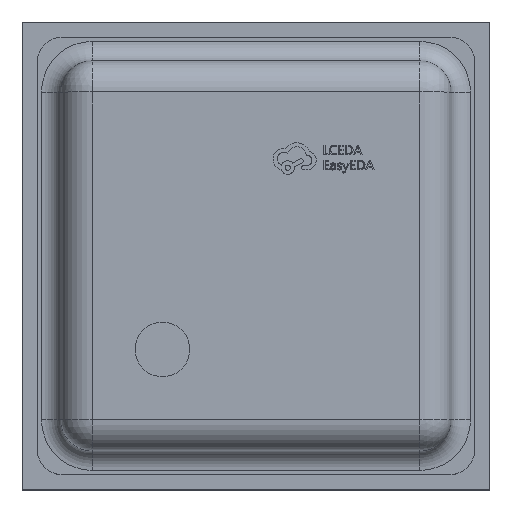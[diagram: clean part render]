
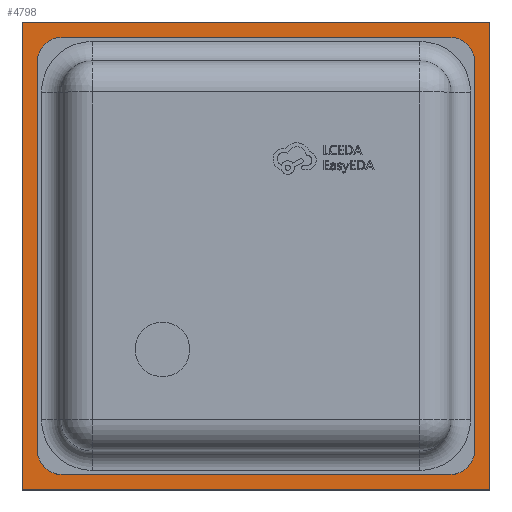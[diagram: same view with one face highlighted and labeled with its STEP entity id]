
A CAD part, top view. The second image highlights one B-rep face of the part: STEP entity #4798.
In plain terms, the highlighted planar face has unit normal (0, 0, 1).
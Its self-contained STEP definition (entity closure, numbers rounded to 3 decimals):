
#403 = VECTOR ( 'NONE', #11471, 1000. ) ;
#408 = VERTEX_POINT ( 'NONE', #10156 ) ;
#715 = ORIENTED_EDGE ( 'NONE', *, *, #13661, .F. ) ;
#790 = CIRCLE ( 'NONE', #8812, 0.15 ) ;
#791 = LINE ( 'NONE', #8930, #10665 ) ;
#860 = LINE ( 'NONE', #6286, #12960 ) ;
#882 = VERTEX_POINT ( 'NONE', #7197 ) ;
#1098 = CARTESIAN_POINT ( 'NONE',  ( 0., 0., 0.14 ) ) ;
#1230 = CARTESIAN_POINT ( 'NONE',  ( -1.4, 1.4, 0.14 ) ) ;
#1242 = EDGE_CURVE ( 'NONE', #2220, #14126, #5380, .T. ) ;
#1593 = DIRECTION ( 'NONE',  ( 1., 0., 0. ) ) ;
#1671 = VERTEX_POINT ( 'NONE', #6880 ) ;
#1781 = VERTEX_POINT ( 'NONE', #6751 ) ;
#1830 = DIRECTION ( 'NONE',  ( 0., -1., 0. ) ) ;
#1848 = VERTEX_POINT ( 'NONE', #12211 ) ;
#1966 = VECTOR ( 'NONE', #5568, 1000. ) ;
#2014 = CARTESIAN_POINT ( 'NONE',  ( -1.4, -1.25, 0.14 ) ) ;
#2034 = ORIENTED_EDGE ( 'NONE', *, *, #7943, .T. ) ;
#2073 = DIRECTION ( 'NONE',  ( 1., 0., 0. ) ) ;
#2220 = VERTEX_POINT ( 'NONE', #3309 ) ;
#2251 = EDGE_CURVE ( 'NONE', #14428, #6957, #791, .T. ) ;
#2377 = ORIENTED_EDGE ( 'NONE', *, *, #4856, .T. ) ;
#2386 = ORIENTED_EDGE ( 'NONE', *, *, #9803, .T. ) ;
#2671 = DIRECTION ( 'NONE',  ( 0., 0., -1. ) ) ;
#2845 = EDGE_CURVE ( 'NONE', #1781, #882, #860, .T. ) ;
#2962 = ORIENTED_EDGE ( 'NONE', *, *, #9086, .T. ) ;
#3117 = CARTESIAN_POINT ( 'NONE',  ( 1.5, 1.5, 0.14 ) ) ;
#3290 = ORIENTED_EDGE ( 'NONE', *, *, #2251, .T. ) ;
#3309 = CARTESIAN_POINT ( 'NONE',  ( -1.5, -1.5, 0.14 ) ) ;
#3525 = DIRECTION ( 'NONE',  ( 0., 0., -1. ) ) ;
#3553 = CARTESIAN_POINT ( 'NONE',  ( 1.25, 1.25, 0.14 ) ) ;
#3802 = ORIENTED_EDGE ( 'NONE', *, *, #8424, .T. ) ;
#3993 = LINE ( 'NONE', #8510, #6933 ) ;
#4295 = CIRCLE ( 'NONE', #9727, 0.15 ) ;
#4495 = PLANE ( 'NONE',  #10454 ) ;
#4647 = CARTESIAN_POINT ( 'NONE',  ( 1.25, -1.25, 0.14 ) ) ;
#4798 = ADVANCED_FACE ( 'NONE', ( #5850, #8034 ), #4495, .T. ) ;
#4856 = EDGE_CURVE ( 'NONE', #1781, #1848, #4295, .T. ) ;
#4983 = LINE ( 'NONE', #14013, #9817 ) ;
#5008 = VECTOR ( 'NONE', #2073, 1000. ) ;
#5132 = LINE ( 'NONE', #14235, #12648 ) ;
#5380 = LINE ( 'NONE', #13102, #5008 ) ;
#5568 = DIRECTION ( 'NONE',  ( -1., 0., 0. ) ) ;
#5850 = FACE_BOUND ( 'NONE', #13711, .T. ) ;
#6158 = DIRECTION ( 'NONE',  ( 1., 0., 0. ) ) ;
#6286 = CARTESIAN_POINT ( 'NONE',  ( 1.4, 1.4, 0.14 ) ) ;
#6417 = DIRECTION ( 'NONE',  ( 0., 1., 0. ) ) ;
#6483 = EDGE_CURVE ( 'NONE', #1671, #6732, #5132, .T. ) ;
#6658 = LINE ( 'NONE', #1230, #1966 ) ;
#6732 = VERTEX_POINT ( 'NONE', #2014 ) ;
#6751 = CARTESIAN_POINT ( 'NONE',  ( 1.4, -1.25, 0.14 ) ) ;
#6847 = EDGE_CURVE ( 'NONE', #6957, #2220, #4983, .T. ) ;
#6872 = DIRECTION ( 'NONE',  ( 1., 0., 0. ) ) ;
#6880 = CARTESIAN_POINT ( 'NONE',  ( -1.4, 1.25, 0.14 ) ) ;
#6933 = VECTOR ( 'NONE', #13020, 1000. ) ;
#6957 = VERTEX_POINT ( 'NONE', #9996 ) ;
#6999 = LINE ( 'NONE', #13855, #403 ) ;
#7112 = DIRECTION ( 'NONE',  ( 0., 0., -1. ) ) ;
#7197 = CARTESIAN_POINT ( 'NONE',  ( 1.4, 1.25, 0.14 ) ) ;
#7369 = VERTEX_POINT ( 'NONE', #10958 ) ;
#7943 = EDGE_CURVE ( 'NONE', #1671, #13256, #11980, .T. ) ;
#7952 = CARTESIAN_POINT ( 'NONE',  ( 1.5, -1.5, 0.14 ) ) ;
#8015 = CARTESIAN_POINT ( 'NONE',  ( -1.25, 1.25, 0.14 ) ) ;
#8034 = FACE_OUTER_BOUND ( 'NONE', #12697, .T. ) ;
#8365 = CIRCLE ( 'NONE', #11185, 0.15 ) ;
#8424 = EDGE_CURVE ( 'NONE', #14126, #14428, #6999, .T. ) ;
#8510 = CARTESIAN_POINT ( 'NONE',  ( -1.4, -1.4, 0.14 ) ) ;
#8549 = ORIENTED_EDGE ( 'NONE', *, *, #6483, .F. ) ;
#8812 = AXIS2_PLACEMENT_3D ( 'NONE', #9237, #7112, #6158 ) ;
#8930 = CARTESIAN_POINT ( 'NONE',  ( -1.5, 1.5, 0.14 ) ) ;
#9005 = DIRECTION ( 'NONE',  ( 0., 0., 1. ) ) ;
#9086 = EDGE_CURVE ( 'NONE', #7369, #6732, #790, .T. ) ;
#9237 = CARTESIAN_POINT ( 'NONE',  ( -1.25, -1.25, 0.14 ) ) ;
#9296 = EDGE_CURVE ( 'NONE', #408, #13256, #6658, .T. ) ;
#9390 = AXIS2_PLACEMENT_3D ( 'NONE', #8015, #12757, #1593 ) ;
#9727 = AXIS2_PLACEMENT_3D ( 'NONE', #4647, #3525, #11410 ) ;
#9803 = EDGE_CURVE ( 'NONE', #408, #882, #8365, .T. ) ;
#9817 = VECTOR ( 'NONE', #1830, 1000. ) ;
#9996 = CARTESIAN_POINT ( 'NONE',  ( -1.5, 1.5, 0.14 ) ) ;
#10156 = CARTESIAN_POINT ( 'NONE',  ( 1.25, 1.4, 0.14 ) ) ;
#10430 = ORIENTED_EDGE ( 'NONE', *, *, #2845, .F. ) ;
#10454 = AXIS2_PLACEMENT_3D ( 'NONE', #1098, #9005, #6872 ) ;
#10665 = VECTOR ( 'NONE', #14406, 1000. ) ;
#10958 = CARTESIAN_POINT ( 'NONE',  ( -1.25, -1.4, 0.14 ) ) ;
#11185 = AXIS2_PLACEMENT_3D ( 'NONE', #3553, #2671, #12666 ) ;
#11410 = DIRECTION ( 'NONE',  ( 1., 0., 0. ) ) ;
#11471 = DIRECTION ( 'NONE',  ( 0., 1., 0. ) ) ;
#11950 = ORIENTED_EDGE ( 'NONE', *, *, #1242, .T. ) ;
#11980 = CIRCLE ( 'NONE', #9390, 0.15 ) ;
#12211 = CARTESIAN_POINT ( 'NONE',  ( 1.25, -1.4, 0.14 ) ) ;
#12648 = VECTOR ( 'NONE', #13059, 1000. ) ;
#12666 = DIRECTION ( 'NONE',  ( 1., 0., 0. ) ) ;
#12697 = EDGE_LOOP ( 'NONE', ( #3802, #3290, #14382, #11950 ) ) ;
#12757 = DIRECTION ( 'NONE',  ( 0., 0., -1. ) ) ;
#12960 = VECTOR ( 'NONE', #6417, 1000. ) ;
#13020 = DIRECTION ( 'NONE',  ( 1., 0., 0. ) ) ;
#13059 = DIRECTION ( 'NONE',  ( 0., -1., 0. ) ) ;
#13102 = CARTESIAN_POINT ( 'NONE',  ( -1.5, -1.5, 0.14 ) ) ;
#13106 = CARTESIAN_POINT ( 'NONE',  ( -1.25, 1.4, 0.14 ) ) ;
#13224 = ORIENTED_EDGE ( 'NONE', *, *, #9296, .F. ) ;
#13256 = VERTEX_POINT ( 'NONE', #13106 ) ;
#13661 = EDGE_CURVE ( 'NONE', #7369, #1848, #3993, .T. ) ;
#13711 = EDGE_LOOP ( 'NONE', ( #10430, #2377, #715, #2962, #8549, #2034, #13224, #2386 ) ) ;
#13855 = CARTESIAN_POINT ( 'NONE',  ( 1.5, 1.5, 0.14 ) ) ;
#14013 = CARTESIAN_POINT ( 'NONE',  ( -1.5, 1.5, 0.14 ) ) ;
#14126 = VERTEX_POINT ( 'NONE', #7952 ) ;
#14235 = CARTESIAN_POINT ( 'NONE',  ( -1.4, 1.4, 0.14 ) ) ;
#14382 = ORIENTED_EDGE ( 'NONE', *, *, #6847, .T. ) ;
#14406 = DIRECTION ( 'NONE',  ( -1., 0., 0. ) ) ;
#14428 = VERTEX_POINT ( 'NONE', #3117 ) ;
